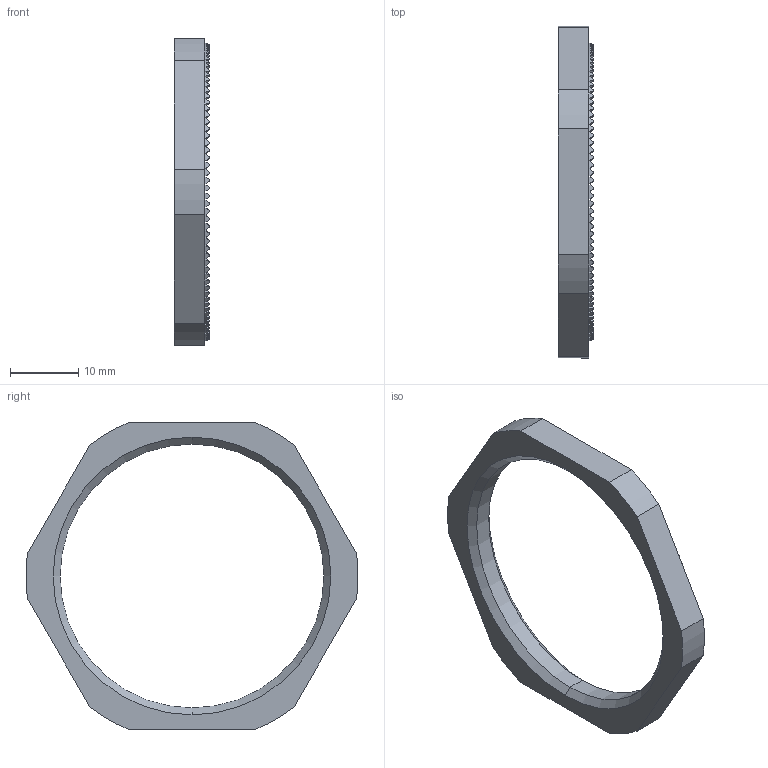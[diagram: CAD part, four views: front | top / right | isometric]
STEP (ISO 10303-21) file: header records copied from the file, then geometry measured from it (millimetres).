
FILE_DESCRIPTION (( 'STEP AP203' ), '1' );
FILE_NAME ('D3440100IndA.STEP', '2015-08-21T07:49:21', ( '' ), ( '' ), 'SwSTEP 2.0', 'SolidWorks 2015', '' );
FILE_SCHEMA (( 'CONFIG_CONTROL_DESIGN' ));
Length unit declared in the file: millimetre
Products named in the file (1): D3440100IndA
Bounding box: 5.2 x 48.55 x 45 mm (x, y, z)
Volume: 2380.6 mm3; surface area: 2291.6 mm2
Topology: 1 solids, 1 shells, 620 faces, 1490 edges, 992 vertices
Faces by surface type: plane 368, cone 244, cylinder 8
Entity records: 18203 total; most frequent: CARTESIAN_POINT 4543, ORIENTED_EDGE 2980, DIRECTION 2752, EDGE_CURVE 1490, AXIS2_PLACEMENT_3D 1121, VERTEX_POINT 992, EDGE_LOOP 742, ADVANCED_FACE 620
